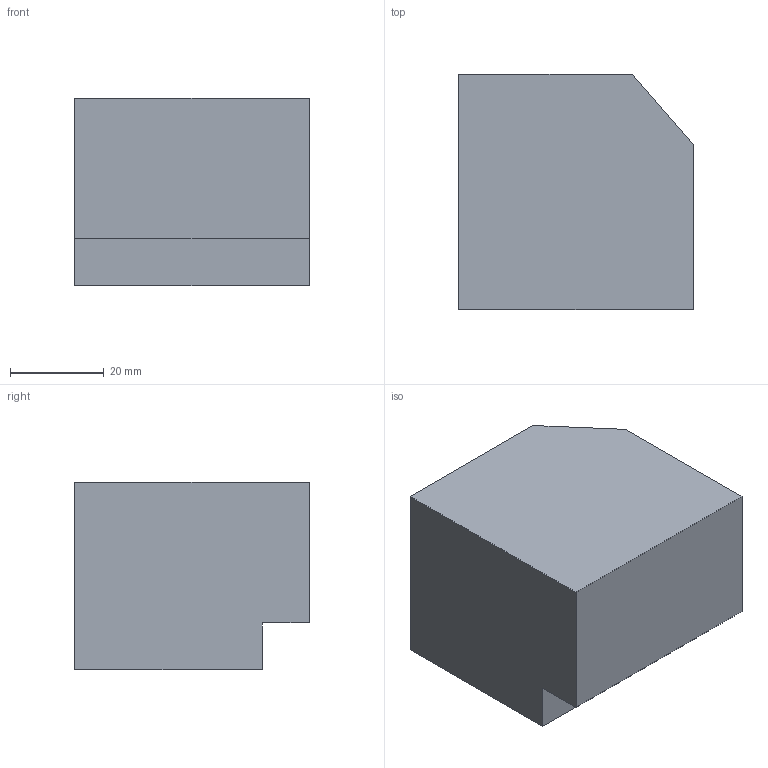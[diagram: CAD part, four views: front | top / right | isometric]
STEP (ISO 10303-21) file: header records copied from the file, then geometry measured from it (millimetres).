
FILE_DESCRIPTION((''),'2;1');
FILE_NAME('D3-PE','2000-10-18T',('csmetana'),(''),'PRO/ENGINEER BY PARAMETRIC TECHNOLOGY CORPORATION, 2000400','PRO/ENGINEER BY PARAMETRIC TECHNOLOGY CORPORATION, 2000400','');
FILE_SCHEMA(('AUTOMOTIVE_DESIGN_CC04 { 1 0 10303 214 -2 1 6 1 }'));
Products named in the file (1): D1-PE
Bounding box: 50 x 50 x 40 mm (x, y, z)
Volume: 91100 mm3; surface area: 12279 mm2
Topology: 1 solids, 1 shells, 9 faces, 21 edges, 14 vertices
Faces by surface type: bspline 9
Entity records: 1170 total; most frequent: CARTESIAN_POINT 218, DIRECTION 160, VECTOR 111, LINE 111, TRIMMED_CURVE 91, AXIS2_PLACEMENT_2D 43, DEFINITIONAL_REPRESENTATION 42, PCURVE 42
